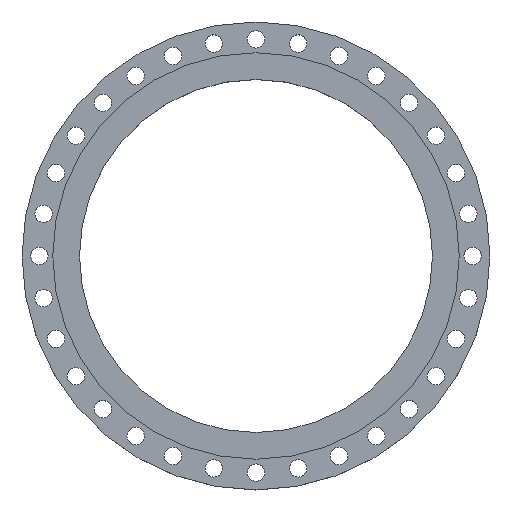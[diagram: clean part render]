
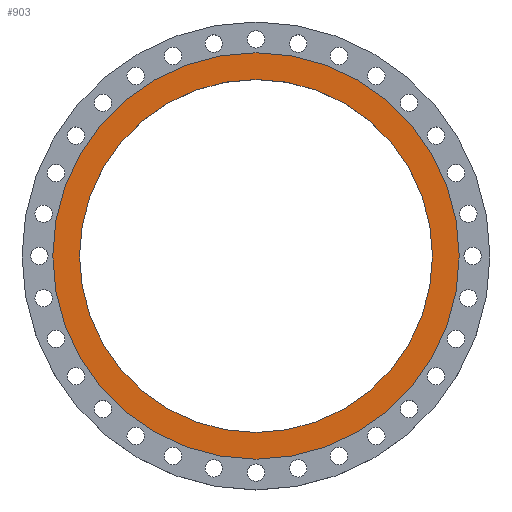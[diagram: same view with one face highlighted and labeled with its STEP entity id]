
A CAD part, top view. The second image highlights one B-rep face of the part: STEP entity #903.
In plain terms, the highlighted planar face has unit normal (0, 0, 1).
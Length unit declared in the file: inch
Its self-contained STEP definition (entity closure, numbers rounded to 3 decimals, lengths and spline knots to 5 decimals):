
#91 = DIRECTION ( 'NONE',  ( 1., 0., 0. ) ) ;
#178 = AXIS2_PLACEMENT_3D ( 'NONE', #326, #536, #1040 ) ;
#326 = CARTESIAN_POINT ( 'NONE',  ( 0., 0., 0. ) ) ;
#368 = EDGE_CURVE ( 'NONE', #1333, #511, #634, .T. ) ;
#419 = AXIS2_PLACEMENT_3D ( 'NONE', #519, #570, #91 ) ;
#442 = VERTEX_POINT ( 'NONE', #2417 ) ;
#511 = VERTEX_POINT ( 'NONE', #1857 ) ;
#519 = CARTESIAN_POINT ( 'NONE',  ( 0., 0., 0. ) ) ;
#536 = DIRECTION ( 'NONE',  ( 0., 0., 1. ) ) ;
#570 = DIRECTION ( 'NONE',  ( 0., 0., 1. ) ) ;
#583 = ORIENTED_EDGE ( 'NONE', *, *, #653, .T. ) ;
#613 = DIRECTION ( 'NONE',  ( -1., 0., 0. ) ) ;
#624 = FACE_OUTER_BOUND ( 'NONE', #868, .T. ) ;
#634 = CIRCLE ( 'NONE', #2409, 16.5 ) ;
#644 = AXIS2_PLACEMENT_3D ( 'NONE', #1913, #1691, #613 ) ;
#653 = EDGE_CURVE ( 'NONE', #442, #1047, #1759, .T. ) ;
#700 = EDGE_CURVE ( 'NONE', #511, #1333, #1573, .T. ) ;
#813 = DIRECTION ( 'NONE',  ( 1., 0., 0. ) ) ;
#868 = EDGE_LOOP ( 'NONE', ( #2519, #583 ) ) ;
#903 = ADVANCED_FACE ( 'NONE', ( #1928, #624 ), #1946, .F. ) ;
#992 = DIRECTION ( 'NONE',  ( 0., 0., 1. ) ) ;
#1040 = DIRECTION ( 'NONE',  ( 1., 0., 0. ) ) ;
#1047 = VERTEX_POINT ( 'NONE', #1136 ) ;
#1136 = CARTESIAN_POINT ( 'NONE',  ( 19., 0., 0. ) ) ;
#1232 = EDGE_CURVE ( 'NONE', #1047, #442, #1389, .T. ) ;
#1333 = VERTEX_POINT ( 'NONE', #2515 ) ;
#1389 = CIRCLE ( 'NONE', #419, 19. ) ;
#1573 = CIRCLE ( 'NONE', #2590, 16.5 ) ;
#1649 = EDGE_LOOP ( 'NONE', ( #2513, #1693 ) ) ;
#1691 = DIRECTION ( 'NONE',  ( 0., 0., -1. ) ) ;
#1693 = ORIENTED_EDGE ( 'NONE', *, *, #700, .F. ) ;
#1759 = CIRCLE ( 'NONE', #178, 19. ) ;
#1857 = CARTESIAN_POINT ( 'NONE',  ( -16.5, 0., 0. ) ) ;
#1913 = CARTESIAN_POINT ( 'NONE',  ( 0., 16.5, 0. ) ) ;
#1924 = DIRECTION ( 'NONE',  ( 0., 0., 1. ) ) ;
#1928 = FACE_BOUND ( 'NONE', #1649, .T. ) ;
#1946 = PLANE ( 'NONE',  #644 ) ;
#2117 = CARTESIAN_POINT ( 'NONE',  ( 0., 0., 0. ) ) ;
#2139 = CARTESIAN_POINT ( 'NONE',  ( 0., 0., 0. ) ) ;
#2409 = AXIS2_PLACEMENT_3D ( 'NONE', #2139, #1924, #813 ) ;
#2417 = CARTESIAN_POINT ( 'NONE',  ( -19., 0., 0. ) ) ;
#2513 = ORIENTED_EDGE ( 'NONE', *, *, #368, .F. ) ;
#2515 = CARTESIAN_POINT ( 'NONE',  ( 16.5, 0., 0. ) ) ;
#2519 = ORIENTED_EDGE ( 'NONE', *, *, #1232, .T. ) ;
#2590 = AXIS2_PLACEMENT_3D ( 'NONE', #2117, #992, #2784 ) ;
#2784 = DIRECTION ( 'NONE',  ( 1., 0., 0. ) ) ;
